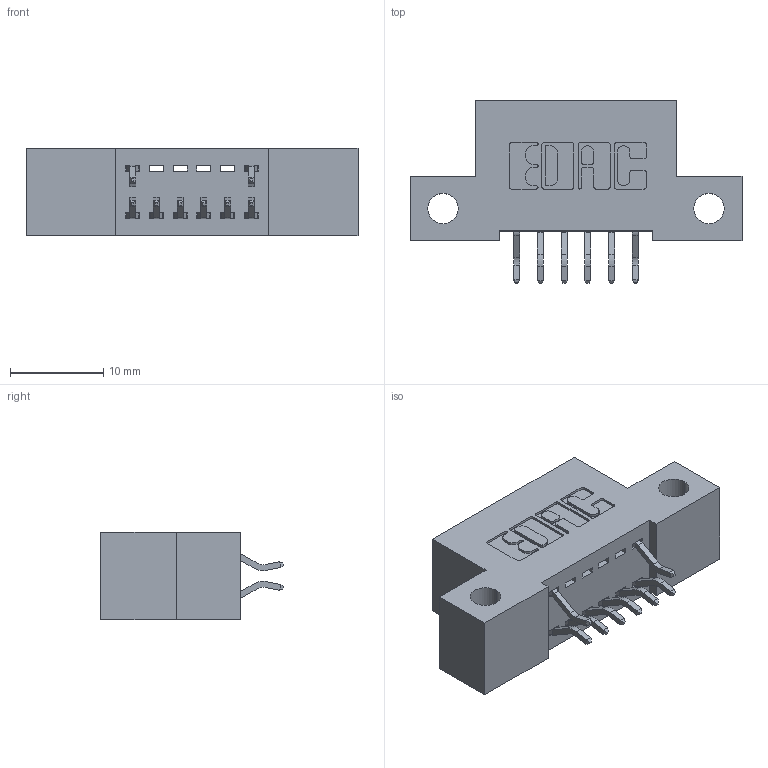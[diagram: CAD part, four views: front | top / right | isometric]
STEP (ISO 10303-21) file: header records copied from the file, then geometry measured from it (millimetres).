
FILE_DESCRIPTION (( 'STEP AP203' ), '1' );
FILE_NAME ('342-012-556-212.STEP', '2018-08-10T15:46:39', ( '' ), ( '' ), 'SwSTEP 2.0', 'SolidWorks 2016', '' );
FILE_SCHEMA (( 'CONFIG_CONTROL_DESIGN' ));
Length unit declared in the file: inch
Products named in the file (3): 342 Part_Side Mount; 345-292-001_556 Tail; 342-012-556-212
Assembly tree (9 placements, depth 2):
  342-012-556-212
    342 Part_Side Mount
    345-292-001_556 Tail  x8
Bounding box: 35.56 x 19.58 x 9.4 mm (x, y, z)
Volume: 2914.5 mm3; surface area: 3490.6 mm2
Topology: 9 solids, 9 shells, 598 faces, 1767 edges, 1166 vertices
Faces by surface type: plane 410, cylinder 188
Entity records: 8479 total; most frequent: CARTESIAN_POINT 1478, ORIENTED_EDGE 1406, DIRECTION 1311, EDGE_CURVE 703, VECTOR 567, LINE 567, VERTEX_POINT 466, AXIS2_PLACEMENT_3D 372
